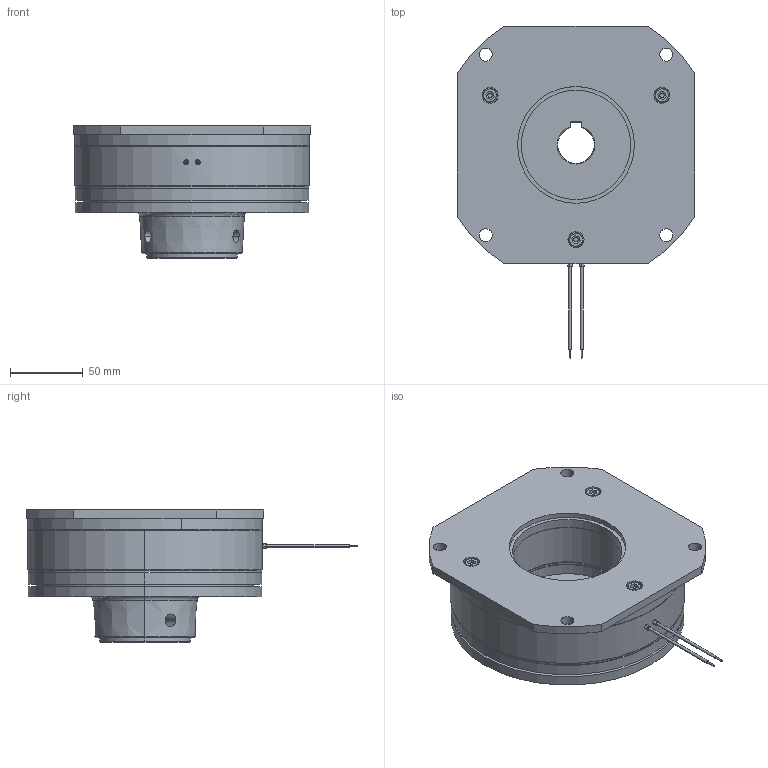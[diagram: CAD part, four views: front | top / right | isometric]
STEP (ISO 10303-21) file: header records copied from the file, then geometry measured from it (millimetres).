
FILE_DESCRIPTION (( 'STEP AP214' ), '1' );
FILE_NAME ('dr_bk_10P1-230_mu.STEP', '2021-12-01T06:53:47', ( '' ), ( '' ), 'SwSTEP 2.0', 'SolidWorks 2019', '' );
FILE_SCHEMA (( 'AUTOMOTIVE_DESIGN' ));
Length unit declared in the file: millimetre
Products named in the file (11): 10068979_000; 10069037_000; 10069460_000_M 10 x 10; 10068865_000; 10068864_000_Einbaul„nge 6,1mm; dr_bk_10P1-230_mu; 10069459_000; 10069038_000; 10068864_000_Einbaul„nge 6,2mm; 10069036_000; 10069461_000
Assembly tree (20 placements, depth 4):
  dr_bk_10P1-230_mu
    10068979_000
    10069459_000
      10069461_000
      10069037_000
        10069038_000
        10069036_000
        10068864_000_Einbaul„nge 6,1mm  x3
        10068865_000  x3
      10068865_000  x3
      10068864_000_Einbaul„nge 6,2mm  x3
      10069460_000_M 10 x 10  x2
Bounding box: 163 x 227.5 x 90.5 mm (x, y, z)
Volume: 1051624 mm3; surface area: 193072.3 mm2
Topology: 20 solids, 20 shells, 661 faces, 1542 edges, 962 vertices
Faces by surface type: plane 211, cylinder 193, bspline 111, cone 104, torus 30, sphere 12
Entity records: 25391 total; most frequent: CARTESIAN_POINT 11103, ORIENTED_EDGE 2532, DIRECTION 2250, EDGE_CURVE 1266, AXIS2_PLACEMENT_3D 810, VERTEX_POINT 805, EDGE_LOOP 645, LINE 630
